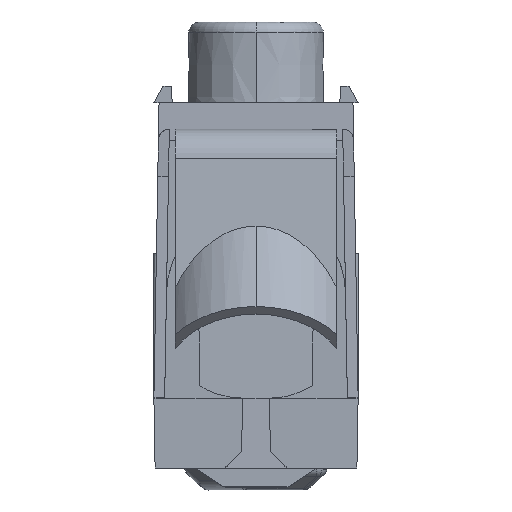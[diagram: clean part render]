
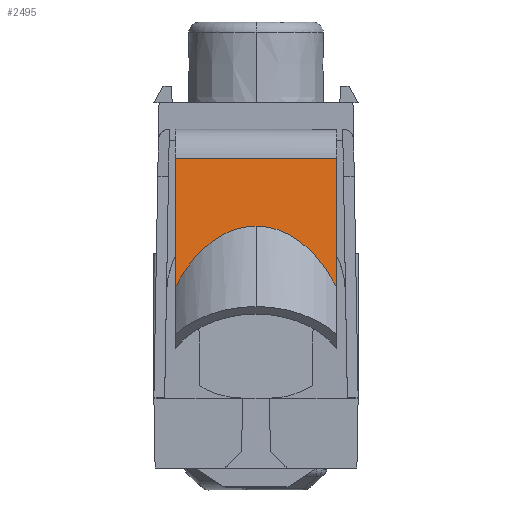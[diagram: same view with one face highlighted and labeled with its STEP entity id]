
A CAD part, top view. The second image highlights one B-rep face of the part: STEP entity #2495.
In plain terms, the highlighted planar face has unit normal (0, 0.087, 0.996).
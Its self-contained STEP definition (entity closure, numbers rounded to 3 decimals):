
#2216=ELLIPSE('',#9224,29.559,19.);
#2219=ELLIPSE('',#9233,29.559,19.);
#2295=PLANE('',#9234);
#2495=ADVANCED_FACE('NAUO9\\BOSS-EXTRUDE4',(#2917),#2295,.F.);
#2917=FACE_OUTER_BOUND('',#3339,.T.);
#3339=EDGE_LOOP('',(#4498,#4499,#4500,#4501,#4502));
#4498=ORIENTED_EDGE('',*,*,#7154,.F.);
#4499=ORIENTED_EDGE('',*,*,#7144,.F.);
#4500=ORIENTED_EDGE('',*,*,#7155,.F.);
#4501=ORIENTED_EDGE('',*,*,#7156,.T.);
#4502=ORIENTED_EDGE('',*,*,#7157,.F.);
#6417=VERTEX_POINT('',#12371);
#6419=VERTEX_POINT('',#12374);
#6427=VERTEX_POINT('',#12395);
#6428=VERTEX_POINT('',#12397);
#6429=VERTEX_POINT('',#12399);
#7144=EDGE_CURVE('',#6417,#6419,#2216,.T.);
#7154=EDGE_CURVE('',#6419,#6427,#8153,.T.);
#7155=EDGE_CURVE('',#6428,#6417,#2219,.T.);
#7156=EDGE_CURVE('',#6428,#6429,#8154,.T.);
#7157=EDGE_CURVE('',#6427,#6429,#8155,.T.);
#8153=LINE('',#12394,#8710);
#8154=LINE('',#12398,#8711);
#8155=LINE('',#12400,#8712);
#8710=VECTOR('',#10145,1.);
#8711=VECTOR('',#10148,1.);
#8712=VECTOR('',#10149,1.);
#9224=AXIS2_PLACEMENT_3D('',#12373,#10123,#10124);
#9233=AXIS2_PLACEMENT_3D('',#12396,#10146,#10147);
#9234=AXIS2_PLACEMENT_3D('',#12401,#10150,#10151);
#10123=DIRECTION('',(0.,0.087,0.996));
#10124=DIRECTION('',(0.,-0.996,0.087));
#10145=DIRECTION('',(0.,0.996,-0.087));
#10146=DIRECTION('',(0.,0.087,0.996));
#10147=DIRECTION('',(0.,-0.996,0.087));
#10148=DIRECTION('',(0.,0.996,-0.087));
#10149=DIRECTION('',(1.,0.,0.));
#10150=DIRECTION('',(0.,-0.087,-0.996));
#10151=DIRECTION('',(0.,0.996,-0.087));
#12371=CARTESIAN_POINT('',(0.,26.462,57.393));
#12373=CARTESIAN_POINT('',(0.,-2.985,59.969));
#12374=CARTESIAN_POINT('',(-15.,15.089,58.388));
#12394=CARTESIAN_POINT('',(-15.,27.108,57.336));
#12395=CARTESIAN_POINT('',(-15.,39.127,56.285));
#12396=CARTESIAN_POINT('',(0.,-2.985,59.969));
#12397=CARTESIAN_POINT('',(15.,15.089,58.388));
#12398=CARTESIAN_POINT('',(15.,27.108,57.336));
#12399=CARTESIAN_POINT('',(15.,39.127,56.285));
#12400=CARTESIAN_POINT('',(0.,39.127,56.285));
#12401=CARTESIAN_POINT('',(-15.,39.127,56.285));
